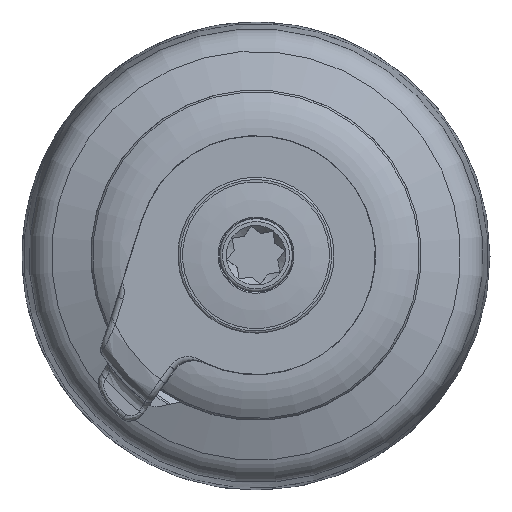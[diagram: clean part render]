
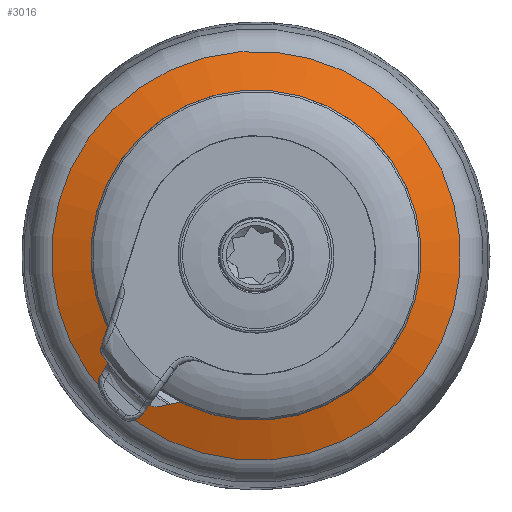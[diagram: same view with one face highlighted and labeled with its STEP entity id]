
A CAD part, top view. The second image highlights one B-rep face of the part: STEP entity #3016.
In plain terms, the highlighted conical face has half-angle 70 degrees and reference radius 76.083 mm.
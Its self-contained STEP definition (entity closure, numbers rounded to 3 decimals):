
#80=CONICAL_SURFACE('',#3343,76.083,70.);
#580=FACE_BOUND('',#1009,.T.);
#767=FACE_OUTER_BOUND('',#1008,.T.);
#1008=EDGE_LOOP('',(#2767));
#1009=EDGE_LOOP('',(#2768));
#1182=CIRCLE('',#3342,89.139);
#1183=CIRCLE('',#3344,63.028);
#1479=VERTEX_POINT('',#7674);
#1480=VERTEX_POINT('',#7677);
#1909=EDGE_CURVE('',#1479,#1479,#1182,.T.);
#1910=EDGE_CURVE('',#1480,#1480,#1183,.T.);
#2767=ORIENTED_EDGE('',*,*,#1910,.F.);
#2768=ORIENTED_EDGE('',*,*,#1909,.T.);
#3016=ADVANCED_FACE('',(#767,#580),#80,.T.);
#3342=AXIS2_PLACEMENT_3D('',#7675,#4118,#4119);
#3343=AXIS2_PLACEMENT_3D('',#7676,#4120,#4121);
#3344=AXIS2_PLACEMENT_3D('',#7678,#4122,#4123);
#4118=DIRECTION('center_axis',(0.,0.,
1.));
#4119=DIRECTION('ref_axis',(0.908,0.419,0.));
#4120=DIRECTION('center_axis',(0.,0.,
-1.));
#4121=DIRECTION('ref_axis',(0.908,0.419,0.));
#4122=DIRECTION('center_axis',(0.,0.,
1.));
#4123=DIRECTION('ref_axis',(0.908,0.419,0.));
#7674=CARTESIAN_POINT('',(80.922,37.381,38.881));
#7675=CARTESIAN_POINT('Origin',(0.,0.,
38.881));
#7676=CARTESIAN_POINT('Origin',(0.,0.,
43.633));
#7677=CARTESIAN_POINT('',(57.218,26.431,48.385));
#7678=CARTESIAN_POINT('Origin',(0.,0.,
48.385));
